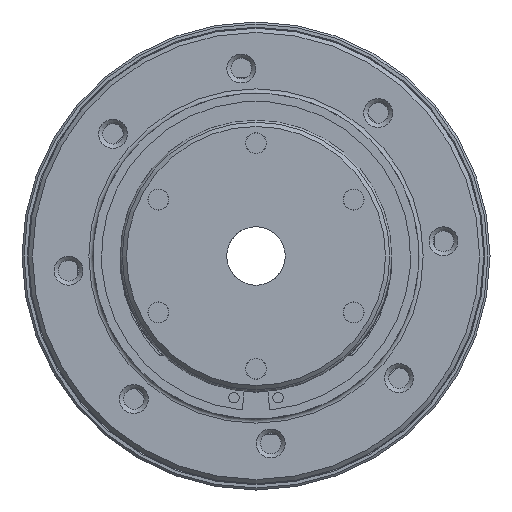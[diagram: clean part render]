
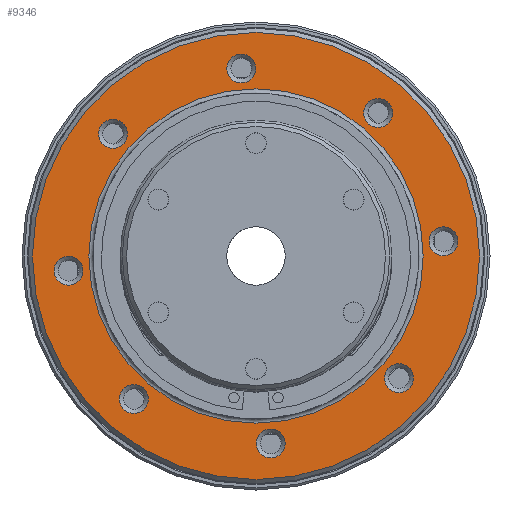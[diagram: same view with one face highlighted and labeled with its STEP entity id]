
A CAD part, left-side view. The second image highlights one B-rep face of the part: STEP entity #9346.
In plain terms, the highlighted planar face has unit normal (-1, 0, 0).
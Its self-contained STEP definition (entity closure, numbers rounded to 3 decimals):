
#2420=ORIENTED_EDGE('',*,*,#4745,.T.);
#2421=ORIENTED_EDGE('',*,*,#4746,.T.);
#2422=ORIENTED_EDGE('',*,*,#4747,.T.);
#2423=ORIENTED_EDGE('',*,*,#4748,.T.);
#2424=ORIENTED_EDGE('',*,*,#4749,.T.);
#2425=ORIENTED_EDGE('',*,*,#4750,.T.);
#2426=ORIENTED_EDGE('',*,*,#4751,.T.);
#2427=ORIENTED_EDGE('',*,*,#4752,.T.);
#2428=ORIENTED_EDGE('',*,*,#4753,.T.);
#2429=ORIENTED_EDGE('',*,*,#4754,.T.);
#4745=EDGE_CURVE('',#5986,#5986,#6897,.F.);
#4746=EDGE_CURVE('',#5987,#5987,#6898,.T.);
#4747=EDGE_CURVE('',#5988,#5988,#6899,.T.);
#4748=EDGE_CURVE('',#5989,#5989,#6900,.T.);
#4749=EDGE_CURVE('',#5990,#5990,#6901,.T.);
#4750=EDGE_CURVE('',#5991,#5991,#6902,.T.);
#4751=EDGE_CURVE('',#5992,#5992,#6903,.T.);
#4752=EDGE_CURVE('',#5993,#5993,#6904,.T.);
#4753=EDGE_CURVE('',#5994,#5994,#6905,.T.);
#4754=EDGE_CURVE('',#5995,#5995,#6906,.T.);
#5986=VERTEX_POINT('',#14484);
#5987=VERTEX_POINT('',#14486);
#5988=VERTEX_POINT('',#14488);
#5989=VERTEX_POINT('',#14490);
#5990=VERTEX_POINT('',#14492);
#5991=VERTEX_POINT('',#14494);
#5992=VERTEX_POINT('',#14496);
#5993=VERTEX_POINT('',#14498);
#5994=VERTEX_POINT('',#14500);
#5995=VERTEX_POINT('',#14502);
#6897=CIRCLE('',#10695,53.5);
#6898=CIRCLE('',#10696,40.);
#6899=CIRCLE('',#10697,3.459);
#6900=CIRCLE('',#10698,3.459);
#6901=CIRCLE('',#10699,3.459);
#6902=CIRCLE('',#10700,3.459);
#6903=CIRCLE('',#10701,3.459);
#6904=CIRCLE('',#10702,3.459);
#6905=CIRCLE('',#10703,3.459);
#6906=CIRCLE('',#10704,3.459);
#7316=EDGE_LOOP('',(#2420));
#7317=EDGE_LOOP('',(#2421));
#7318=EDGE_LOOP('',(#2422));
#7319=EDGE_LOOP('',(#2423));
#7320=EDGE_LOOP('',(#2424));
#7321=EDGE_LOOP('',(#2425));
#7322=EDGE_LOOP('',(#2426));
#7323=EDGE_LOOP('',(#2427));
#7324=EDGE_LOOP('',(#2428));
#7325=EDGE_LOOP('',(#2429));
#8217=FACE_BOUND('',#7316,.T.);
#8218=FACE_BOUND('',#7317,.T.);
#8219=FACE_BOUND('',#7318,.T.);
#8220=FACE_BOUND('',#7319,.T.);
#8221=FACE_BOUND('',#7320,.T.);
#8222=FACE_BOUND('',#7321,.T.);
#8223=FACE_BOUND('',#7322,.T.);
#8224=FACE_BOUND('',#7323,.T.);
#8225=FACE_BOUND('',#7324,.T.);
#8226=FACE_BOUND('',#7325,.T.);
#8876=PLANE('',#10694);
#9346=ADVANCED_FACE('',(#8217,#8218,#8219,#8220,#8221,#8222,#8223,#8224,
#8225,#8226),#8876,.F.);
#10694=AXIS2_PLACEMENT_3D('',#14482,#12112,#12113);
#10695=AXIS2_PLACEMENT_3D('',#14483,#12114,#12115);
#10696=AXIS2_PLACEMENT_3D('',#14485,#12116,#12117);
#10697=AXIS2_PLACEMENT_3D('',#14487,#12118,#12119);
#10698=AXIS2_PLACEMENT_3D('',#14489,#12120,#12121);
#10699=AXIS2_PLACEMENT_3D('',#14491,#12122,#12123);
#10700=AXIS2_PLACEMENT_3D('',#14493,#12124,#12125);
#10701=AXIS2_PLACEMENT_3D('',#14495,#12126,#12127);
#10702=AXIS2_PLACEMENT_3D('',#14497,#12128,#12129);
#10703=AXIS2_PLACEMENT_3D('',#14499,#12130,#12131);
#10704=AXIS2_PLACEMENT_3D('',#14501,#12132,#12133);
#12112=DIRECTION('',(1.,0.,0.));
#12113=DIRECTION('',(0.,0.,-1.));
#12114=DIRECTION('',(1.,0.,0.));
#12115=DIRECTION('',(0.,0.,-1.));
#12116=DIRECTION('',(1.,0.,0.));
#12117=DIRECTION('',(0.,0.,-1.));
#12118=DIRECTION('',(1.,0.,0.));
#12119=DIRECTION('',(0.,0.,-1.));
#12120=DIRECTION('',(1.,0.,0.));
#12121=DIRECTION('',(0.,0.,-1.));
#12122=DIRECTION('',(1.,0.,0.));
#12123=DIRECTION('',(0.,0.,-1.));
#12124=DIRECTION('',(1.,0.,0.));
#12125=DIRECTION('',(0.,0.,-1.));
#12126=DIRECTION('',(1.,0.,0.));
#12127=DIRECTION('',(0.,0.,-1.));
#12128=DIRECTION('',(1.,0.,0.));
#12129=DIRECTION('',(0.,0.,-1.));
#12130=DIRECTION('',(1.,0.,0.));
#12131=DIRECTION('',(0.,0.,-1.));
#12132=DIRECTION('',(1.,0.,0.));
#12133=DIRECTION('',(0.,0.,-1.));
#14482=CARTESIAN_POINT('',(4.077,0.,54.5));
#14483=CARTESIAN_POINT('',(4.077,0.,0.));
#14484=CARTESIAN_POINT('',(4.077,0.,-53.5));
#14485=CARTESIAN_POINT('',(4.077,0.,0.));
#14486=CARTESIAN_POINT('',(4.077,0.,-40.));
#14487=CARTESIAN_POINT('',(4.077,-29.225,34.218));
#14488=CARTESIAN_POINT('',(4.077,-29.225,30.76));
#14489=CARTESIAN_POINT('',(4.077,3.531,44.861));
#14490=CARTESIAN_POINT('',(4.077,3.531,41.403));
#14491=CARTESIAN_POINT('',(4.077,34.218,29.225));
#14492=CARTESIAN_POINT('',(4.077,34.218,25.767));
#14493=CARTESIAN_POINT('',(4.077,44.861,-3.531));
#14494=CARTESIAN_POINT('',(4.077,44.861,-6.989));
#14495=CARTESIAN_POINT('',(4.077,29.225,-34.218));
#14496=CARTESIAN_POINT('',(4.077,29.225,-37.677));
#14497=CARTESIAN_POINT('',(4.077,-3.531,-44.861));
#14498=CARTESIAN_POINT('',(4.077,-3.531,-48.32));
#14499=CARTESIAN_POINT('',(4.077,-34.218,-29.225));
#14500=CARTESIAN_POINT('',(4.077,-34.218,-32.684));
#14501=CARTESIAN_POINT('',(4.077,-44.861,3.531));
#14502=CARTESIAN_POINT('',(4.077,-44.861,0.072));
